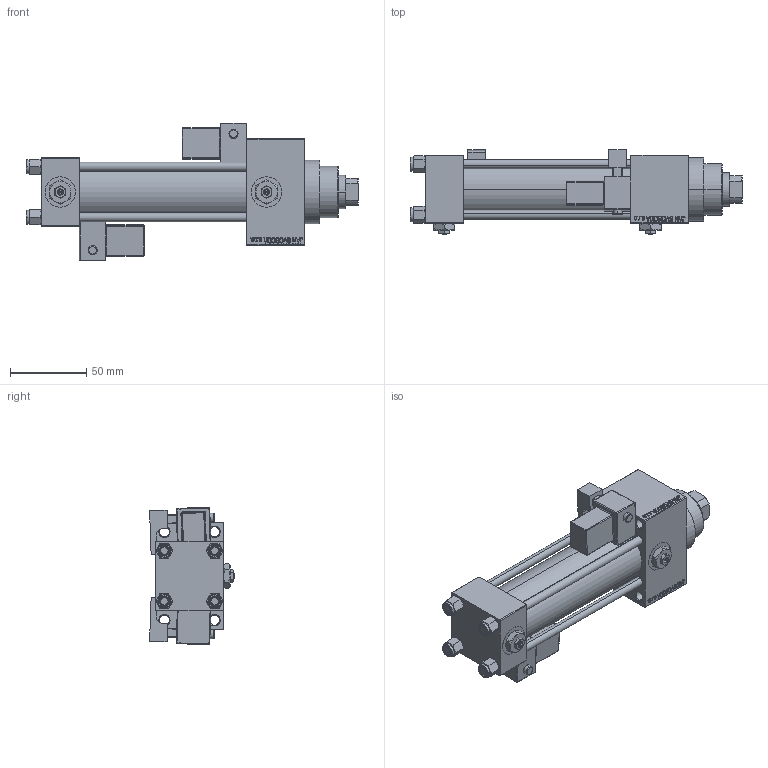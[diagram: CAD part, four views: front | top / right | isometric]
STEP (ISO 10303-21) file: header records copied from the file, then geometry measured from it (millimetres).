
FILE_DESCRIPTION (( 'STEP AP203' ), '1' );
FILE_NAME ('e8ef.STEP', '2022-04-15T05:42:34', ( '' ), ( '' ), 'SwSTEP 2.0', 'SolidWorks 2019', '' );
FILE_SCHEMA (( 'CONFIG_CONTROL_DESIGN' ));
Length unit declared in the file: millimetre
Products named in the file (8): V215CR_D_TYCINKA 4b8ae73ffe84a6c7dfe755b1bb17e803; V215CR_VCP_D 4b8ae73ffe84a6c7dfe755b1bb17e803; Zatka_pro_OIL_PORT 4b8ae73ffe84a6c7dfe755b1bb17e803; V215_VC_A 4b8ae73ffe84a6c7dfe755b1bb17e803; V215CR_MSU 4b8ae73ffe84a6c7dfe755b1bb17e803; e8ef; NUT_M5_D 4b8ae73ffe84a6c7dfe755b1bb17e803; V215CR_D_Body 4b8ae73ffe84a6c7dfe755b1bb17e803
Assembly tree (15 placements, depth 2):
  e8ef
    V215CR_D_Body 4b8ae73ffe84a6c7dfe755b1bb17e803
    V215CR_VCP_D 4b8ae73ffe84a6c7dfe755b1bb17e803
    NUT_M5_D 4b8ae73ffe84a6c7dfe755b1bb17e803  x4
    V215CR_D_TYCINKA 4b8ae73ffe84a6c7dfe755b1bb17e803  x4
    V215_VC_A 4b8ae73ffe84a6c7dfe755b1bb17e803
    V215CR_MSU 4b8ae73ffe84a6c7dfe755b1bb17e803  x2
    Zatka_pro_OIL_PORT 4b8ae73ffe84a6c7dfe755b1bb17e803  x2
Bounding box: 218 x 55.72 x 90.31 mm (x, y, z)
Volume: 333290.9 mm3; surface area: 114977.7 mm2
Topology: 15 solids, 15 shells, 1362 faces, 3342 edges, 2111 vertices
Faces by surface type: plane 604, bspline 368, cone 186, cylinder 160, sphere 24, torus 20
Entity records: 51405 total; most frequent: CARTESIAN_POINT 26004, ORIENTED_EDGE 5590, DIRECTION 3839, EDGE_CURVE 2795, VERTEX_POINT 1809, VECTOR 1655, LINE 1655, EDGE_LOOP 1264
